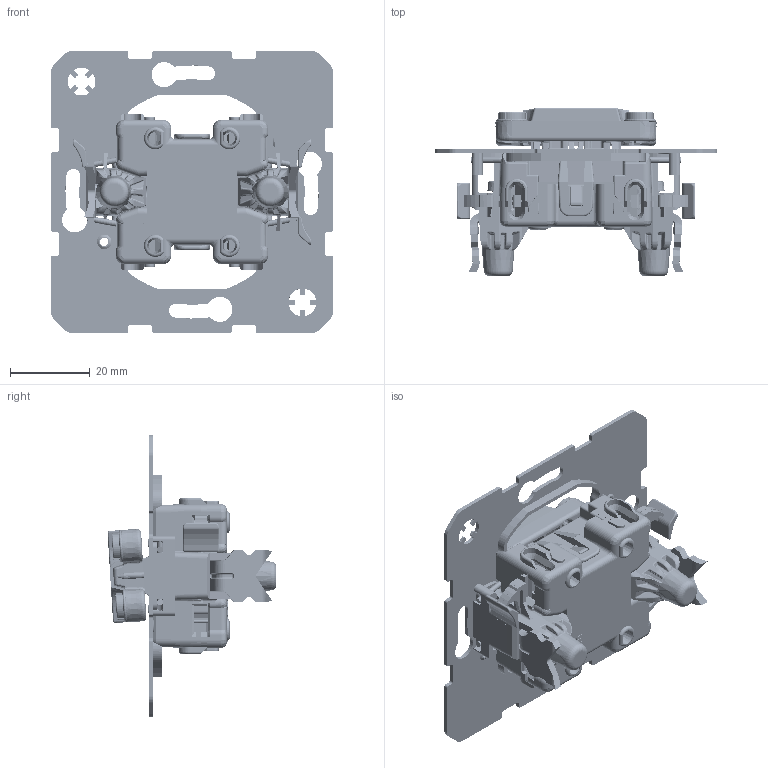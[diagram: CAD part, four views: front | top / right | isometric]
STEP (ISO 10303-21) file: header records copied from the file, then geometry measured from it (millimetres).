
FILE_DESCRIPTION((''),'2;1');
FILE_NAME('WDE36003_ASM','2025-04-10T17:06:16',('bassanm'),(''),'CREO PARAMETRIC BY PTC INC, 2023154','CREO PARAMETRIC BY PTC INC, 2023154','');
FILE_SCHEMA(('CONFIG_CONTROL_DESIGN','SHAPE_APPEARANCE_LAYERS_GROUPS'));
Products named in the file (19): 9001988000; 9202042000; 9003770000; 9003781000; 9003828000; 9005598052; 9005835051; 9005836479; 9005839009; 9003829010_001; 9005839119_ASM; 9005842379; 9005842479_ASM; 9005846379; 9005846479_ASM; 9023146003_CAU; 9023150001; 9023211201_003; WDE36003_ASM
Assembly tree (26 placements, depth 3):
  WDE36003_ASM
    9001988000
    9202042000  x2
    9003770000
    9003781000  x4
    9003828000  x2
    9005598052  x2
    9005835051
    9005836479
    9005839119_ASM
      9005839009
      9003829010_001
    9005842479_ASM
      9005842379
      9003829010_001
    9005846479_ASM
      9005846379
      9003829010_001
    9023146003_CAU
    9023150001
    9023211201_003
Bounding box: 70.85 x 42.32 x 70.85 mm (x, y, z)
Volume: 23568.3 mm3; surface area: 36119.5 mm2
Topology: 29 solids, 29 shells, 7131 faces, 18798 edges, 11777 vertices
Faces by surface type: plane 3594, cylinder 1842, bspline 602, extrusion 438, torus 305, cone 188, sphere 162
Entity records: 275939 total; most frequent: CARTESIAN_POINT 100325, ORIENTED_EDGE 35796, DIRECTION 29795, EDGE_CURVE 17898, VECTOR 11583, VERTEX_POINT 11274, LINE 11145, AXIS2_PLACEMENT_3D 9106
